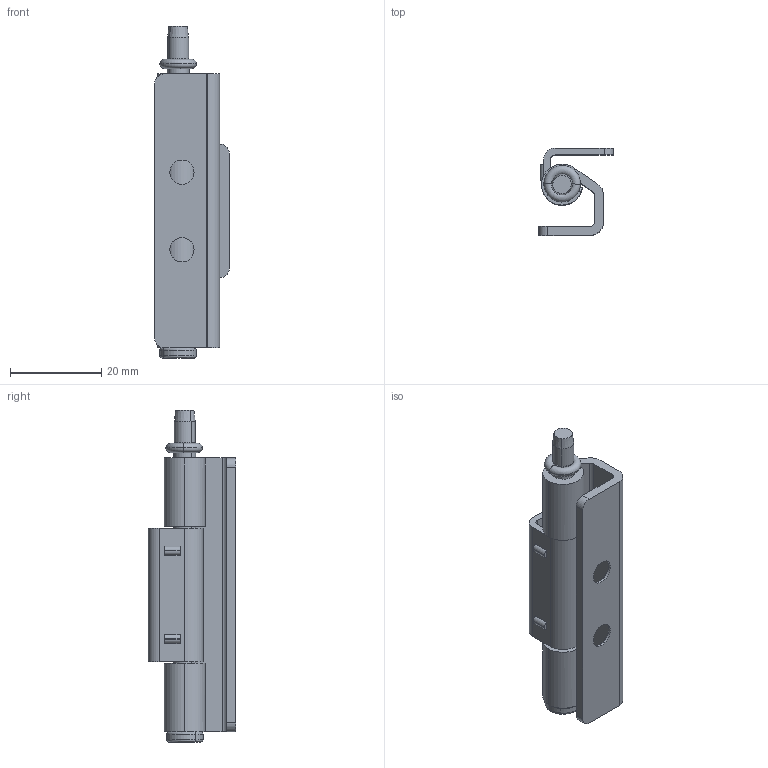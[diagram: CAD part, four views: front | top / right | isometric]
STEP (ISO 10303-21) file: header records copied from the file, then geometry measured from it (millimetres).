
FILE_DESCRIPTION (( 'STEP AP203' ), '1' );
FILE_NAME ('MG25.2.1.V2.1.STEP', '2022-07-29T09:58:59', ( '' ), ( '' ), 'SwSTEP 2.0', 'SolidWorks 2021', '' );
FILE_SCHEMA (( 'CONFIG_CONTROL_DESIGN' ));
Length unit declared in the file: millimetre
Products named in the file (1): MG25.2.1.V2.1
Bounding box: 16.3 x 19.15 x 72.7 mm (x, y, z)
Surface area: 7941.7 mm2 (no closed solid volume)
Topology: 0 solids, 6 shells, 83 faces, 236 edges, 154 vertices
Faces by surface type: cylinder 41, plane 26, cone 6, bspline 6, torus 4
Entity records: 2984 total; most frequent: CARTESIAN_POINT 742, DIRECTION 470, ORIENTED_EDGE 432, EDGE_CURVE 236, AXIS2_PLACEMENT_3D 176, VERTEX_POINT 154, VECTOR 118, LINE 118
